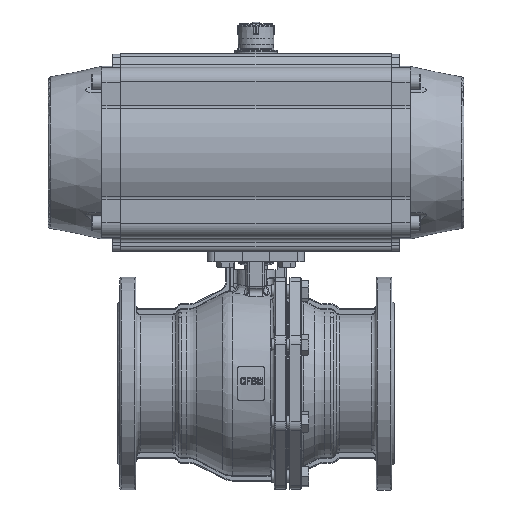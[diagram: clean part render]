
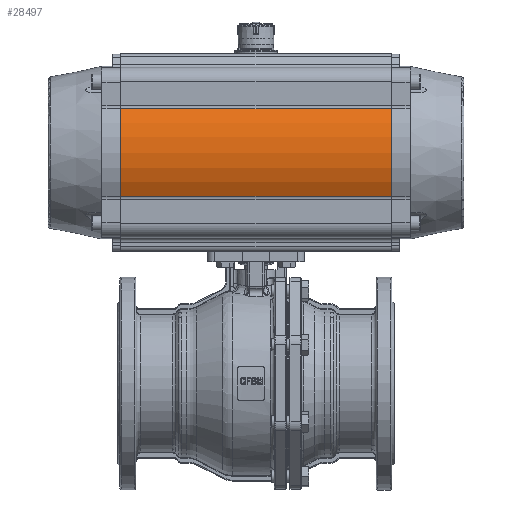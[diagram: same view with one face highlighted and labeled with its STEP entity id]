
A CAD part, top view. The second image highlights one B-rep face of the part: STEP entity #28497.
In plain terms, the highlighted cylindrical face has radius 104.5 mm (diameter 209 mm), a partial arc.
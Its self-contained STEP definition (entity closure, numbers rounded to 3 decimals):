
#1035=CYLINDRICAL_SURFACE('',#31584,104.5);
#2271=LINE('',#88272,#3750);
#2272=LINE('',#88273,#3751);
#3750=VECTOR('',#37875,1000.);
#3751=VECTOR('',#37876,1000.);
#10565=ORIENTED_EDGE('',*,*,#15867,.F.);
#10566=ORIENTED_EDGE('',*,*,#15822,.F.);
#10567=ORIENTED_EDGE('',*,*,#15868,.T.);
#10568=ORIENTED_EDGE('',*,*,#15809,.T.);
#15809=EDGE_CURVE('',#18885,#18884,#20782,.T.);
#15822=EDGE_CURVE('',#18896,#18897,#20793,.T.);
#15867=EDGE_CURVE('',#18897,#18884,#2271,.T.);
#15868=EDGE_CURVE('',#18896,#18885,#2272,.T.);
#18884=VERTEX_POINT('',#88153);
#18885=VERTEX_POINT('',#88155);
#18896=VERTEX_POINT('',#88179);
#18897=VERTEX_POINT('',#88181);
#20782=CIRCLE('',#31534,104.5);
#20793=CIRCLE('',#31546,104.5);
#23057=EDGE_LOOP('',(#10565,#10566,#10567,#10568));
#25650=FACE_BOUND('',#23057,.T.);
#28497=ADVANCED_FACE('',(#25650),#1035,.T.);
#31534=AXIS2_PLACEMENT_3D('',#88154,#37752,#37753);
#31546=AXIS2_PLACEMENT_3D('',#88180,#37778,#37779);
#31584=AXIS2_PLACEMENT_3D('',#88271,#37873,#37874);
#37752=DIRECTION('',(0.,0.,1.));
#37753=DIRECTION('',(1.,0.,0.));
#37778=DIRECTION('',(0.,0.,1.));
#37779=DIRECTION('',(1.,0.,0.));
#37873=DIRECTION('',(0.,0.,1.));
#37874=DIRECTION('',(1.,0.,0.));
#37875=DIRECTION('',(0.,0.,-1.));
#37876=DIRECTION('',(0.,0.,-1.));
#88153=CARTESIAN_POINT('',(-91.031,-51.318,-159.));
#88154=CARTESIAN_POINT('',(0.,0.,-159.));
#88155=CARTESIAN_POINT('',(-91.031,51.318,-159.));
#88179=CARTESIAN_POINT('',(-91.031,51.318,159.));
#88180=CARTESIAN_POINT('',(0.,0.,159.));
#88181=CARTESIAN_POINT('',(-91.031,-51.318,159.));
#88271=CARTESIAN_POINT('',(0.,0.,0.));
#88272=CARTESIAN_POINT('',(-91.031,-51.318,0.));
#88273=CARTESIAN_POINT('',(-91.031,51.318,0.));
